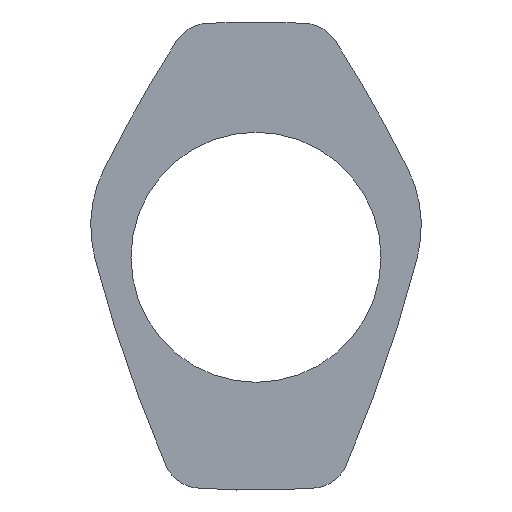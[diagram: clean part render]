
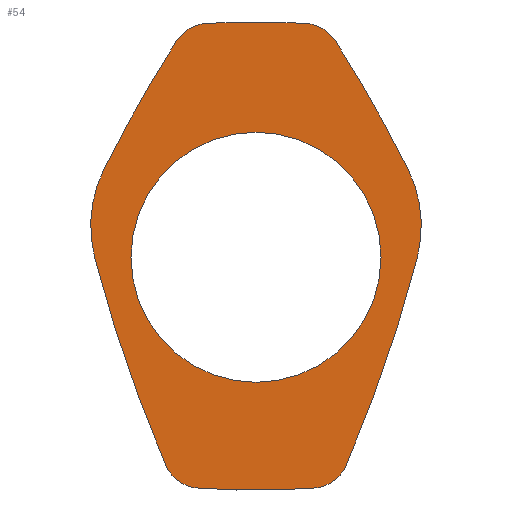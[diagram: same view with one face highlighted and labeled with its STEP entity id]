
A CAD part, front view. The second image highlights one B-rep face of the part: STEP entity #54.
In plain terms, the highlighted planar face has unit normal (0, -1, 0).
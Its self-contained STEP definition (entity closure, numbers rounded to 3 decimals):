
#34=PLANE('',#328);
#36=FACE_BOUND('',#94,.T.);
#37=FACE_BOUND('',#95,.T.);
#54=ADVANCED_FACE('',(#36,#37),#34,.F.);
#94=EDGE_LOOP('',(#172));
#95=EDGE_LOOP('',(#173,#174,#175,#176,#177,#178,#179,#180,#181,#182,#183,
#184));
#172=ORIENTED_EDGE('',*,*,#262,.F.);
#173=ORIENTED_EDGE('',*,*,#228,.F.);
#174=ORIENTED_EDGE('',*,*,#261,.F.);
#175=ORIENTED_EDGE('',*,*,#258,.F.);
#176=ORIENTED_EDGE('',*,*,#255,.F.);
#177=ORIENTED_EDGE('',*,*,#252,.F.);
#178=ORIENTED_EDGE('',*,*,#249,.F.);
#179=ORIENTED_EDGE('',*,*,#246,.F.);
#180=ORIENTED_EDGE('',*,*,#243,.F.);
#181=ORIENTED_EDGE('',*,*,#240,.F.);
#182=ORIENTED_EDGE('',*,*,#237,.F.);
#183=ORIENTED_EDGE('',*,*,#234,.F.);
#184=ORIENTED_EDGE('',*,*,#231,.F.);
#202=VERTEX_POINT('',#433);
#203=VERTEX_POINT('',#435);
#205=VERTEX_POINT('',#441);
#207=VERTEX_POINT('',#447);
#209=VERTEX_POINT('',#453);
#211=VERTEX_POINT('',#459);
#213=VERTEX_POINT('',#465);
#215=VERTEX_POINT('',#471);
#217=VERTEX_POINT('',#477);
#219=VERTEX_POINT('',#483);
#221=VERTEX_POINT('',#489);
#223=VERTEX_POINT('',#495);
#224=VERTEX_POINT('',#502);
#228=EDGE_CURVE('',#202,#203,#265,.T.);
#231=EDGE_CURVE('',#203,#205,#267,.T.);
#234=EDGE_CURVE('',#205,#207,#269,.T.);
#237=EDGE_CURVE('',#207,#209,#271,.T.);
#240=EDGE_CURVE('',#209,#211,#273,.T.);
#243=EDGE_CURVE('',#211,#213,#275,.T.);
#246=EDGE_CURVE('',#213,#215,#277,.T.);
#249=EDGE_CURVE('',#215,#217,#279,.T.);
#252=EDGE_CURVE('',#217,#219,#281,.T.);
#255=EDGE_CURVE('',#219,#221,#283,.T.);
#258=EDGE_CURVE('',#221,#223,#285,.T.);
#261=EDGE_CURVE('',#223,#202,#287,.T.);
#262=EDGE_CURVE('',#224,#224,#288,.T.);
#265=CIRCLE('',#292,50.5);
#267=CIRCLE('',#295,2.5);
#269=CIRCLE('',#298,100.5);
#271=CIRCLE('',#301,8.5);
#273=CIRCLE('',#304,100.5);
#275=CIRCLE('',#307,2.5);
#277=CIRCLE('',#310,50.5);
#279=CIRCLE('',#313,2.5);
#281=CIRCLE('',#316,100.5);
#283=CIRCLE('',#319,8.5);
#285=CIRCLE('',#322,100.5);
#287=CIRCLE('',#325,2.5);
#288=CIRCLE('',#327,8.35);
#292=AXIS2_PLACEMENT_3D('',#434,#337,#338);
#295=AXIS2_PLACEMENT_3D('',#440,#344,#345);
#298=AXIS2_PLACEMENT_3D('',#446,#351,#352);
#301=AXIS2_PLACEMENT_3D('',#452,#358,#359);
#304=AXIS2_PLACEMENT_3D('',#458,#365,#366);
#307=AXIS2_PLACEMENT_3D('',#464,#372,#373);
#310=AXIS2_PLACEMENT_3D('',#470,#379,#380);
#313=AXIS2_PLACEMENT_3D('',#476,#386,#387);
#316=AXIS2_PLACEMENT_3D('',#482,#393,#394);
#319=AXIS2_PLACEMENT_3D('',#488,#400,#401);
#322=AXIS2_PLACEMENT_3D('',#494,#407,#408);
#325=AXIS2_PLACEMENT_3D('',#499,#414,#415);
#327=AXIS2_PLACEMENT_3D('',#501,#418,#419);
#328=AXIS2_PLACEMENT_3D('',#503,#420,#421);
#337=DIRECTION('',(0.,1.,0.));
#338=DIRECTION('',(0.,0.,1.));
#344=DIRECTION('',(0.,1.,0.));
#345=DIRECTION('',(0.,0.,1.));
#351=DIRECTION('',(0.,1.,0.));
#352=DIRECTION('',(0.,0.,1.));
#358=DIRECTION('',(0.,1.,0.));
#359=DIRECTION('',(0.,0.,1.));
#365=DIRECTION('',(0.,1.,0.));
#366=DIRECTION('',(0.,0.,1.));
#372=DIRECTION('',(0.,1.,0.));
#373=DIRECTION('',(0.,0.,1.));
#379=DIRECTION('',(0.,1.,0.));
#380=DIRECTION('',(0.,0.,1.));
#386=DIRECTION('',(0.,1.,0.));
#387=DIRECTION('',(0.,0.,1.));
#393=DIRECTION('',(0.,1.,0.));
#394=DIRECTION('',(0.,0.,1.));
#400=DIRECTION('',(0.,1.,0.));
#401=DIRECTION('',(0.,0.,1.));
#407=DIRECTION('',(0.,1.,0.));
#408=DIRECTION('',(0.,0.,1.));
#414=DIRECTION('',(0.,1.,0.));
#415=DIRECTION('',(0.,0.,1.));
#418=DIRECTION('',(0.,-1.,0.));
#419=DIRECTION('',(0.,0.,1.));
#420=DIRECTION('',(0.,1.,0.));
#421=DIRECTION('',(0.,0.,1.));
#433=CARTESIAN_POINT('',(5.739,-0.4,15.615));
#434=CARTESIAN_POINT('',(9.1,-0.4,-34.773));
#435=CARTESIAN_POINT('',(12.461,-0.4,15.615));
#440=CARTESIAN_POINT('',(12.295,-0.4,13.121));
#441=CARTESIAN_POINT('',(14.408,-0.4,14.457));
#446=CARTESIAN_POINT('',(-70.531,-0.4,-39.262));
#447=CARTESIAN_POINT('',(19.234,-0.4,5.933));
#452=CARTESIAN_POINT('',(11.642,-0.4,2.111));
#453=CARTESIAN_POINT('',(19.862,-0.4,-0.05));
#458=CARTESIAN_POINT('',(-77.337,-0.4,25.495));
#459=CARTESIAN_POINT('',(15.122,-0.4,-13.896));
#464=CARTESIAN_POINT('',(12.822,-0.4,-12.916));
#465=CARTESIAN_POINT('',(13.016,-0.4,-15.408));
#470=CARTESIAN_POINT('',(9.1,-0.4,34.94));
#471=CARTESIAN_POINT('',(5.184,-0.4,-15.408));
#476=CARTESIAN_POINT('',(5.378,-0.4,-12.916));
#477=CARTESIAN_POINT('',(3.078,-0.4,-13.896));
#482=CARTESIAN_POINT('',(95.537,-0.4,25.495));
#483=CARTESIAN_POINT('',(-1.662,-0.4,-0.05));
#488=CARTESIAN_POINT('',(6.558,-0.4,2.111));
#489=CARTESIAN_POINT('',(-1.034,-0.4,5.933));
#494=CARTESIAN_POINT('',(88.731,-0.4,-39.262));
#495=CARTESIAN_POINT('',(3.792,-0.4,14.457));
#499=CARTESIAN_POINT('',(5.905,-0.4,13.121));
#501=CARTESIAN_POINT('',(9.1,-0.4,0.));
#502=CARTESIAN_POINT('',(9.1,-0.4,8.35));
#503=CARTESIAN_POINT('',(10.697,-0.4,-10.826));
